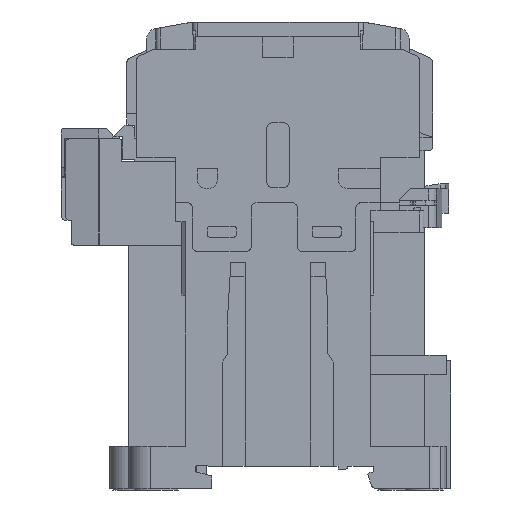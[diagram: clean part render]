
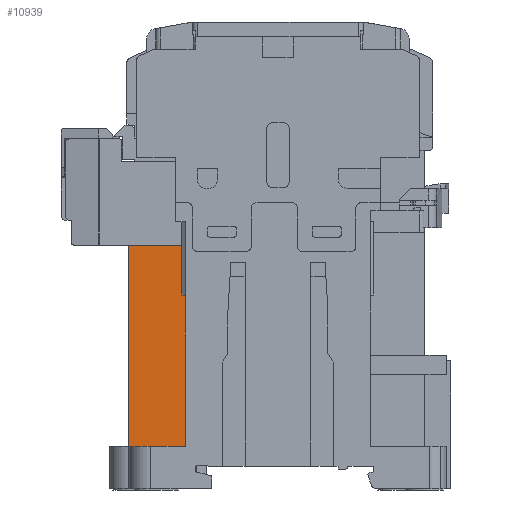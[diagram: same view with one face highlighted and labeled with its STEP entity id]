
A CAD part, left-side view. The second image highlights one B-rep face of the part: STEP entity #10939.
In plain terms, the highlighted planar face has unit normal (-1, 0, 0).
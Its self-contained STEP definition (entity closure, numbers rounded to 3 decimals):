
#1513 = EDGE_CURVE ( 'NONE', #35315, #5544, #53299, .T. ) ;
#2079 = VECTOR ( 'NONE', #26417, 1000. ) ;
#5248 = LINE ( 'NONE', #38524, #2079 ) ;
#5353 = DIRECTION ( 'NONE',  ( 0., -1., 0. ) ) ;
#5544 = VERTEX_POINT ( 'NONE', #44521 ) ;
#5623 = EDGE_CURVE ( 'NONE', #50552, #51592, #25040, .T. ) ;
#5982 = CARTESIAN_POINT ( 'NONE',  ( -11.4, 30.6, -84. ) ) ;
#7013 = VECTOR ( 'NONE', #45591, 1000. ) ;
#8015 = ORIENTED_EDGE ( 'NONE', *, *, #5623, .F. ) ;
#8347 = ORIENTED_EDGE ( 'NONE', *, *, #1513, .F. ) ;
#10939 = ADVANCED_FACE ( 'NONE', ( #37739 ), #17085, .T. ) ;
#11512 = CARTESIAN_POINT ( 'NONE',  ( -11.4, 30.6, -42.75 ) ) ;
#11922 = ORIENTED_EDGE ( 'NONE', *, *, #13330, .F. ) ;
#13330 = EDGE_CURVE ( 'NONE', #51592, #35315, #5248, .T. ) ;
#16802 = VECTOR ( 'NONE', #5353, 1000. ) ;
#17085 = PLANE ( 'NONE',  #18616 ) ;
#18616 = AXIS2_PLACEMENT_3D ( 'NONE', #24835, #25375, #41548 ) ;
#18970 = DIRECTION ( 'NONE',  ( 0., 0., 1. ) ) ;
#20987 = CARTESIAN_POINT ( 'NONE',  ( -11.4, 19., -84. ) ) ;
#24772 = CARTESIAN_POINT ( 'NONE',  ( -11.4, 19., -42.75 ) ) ;
#24835 = CARTESIAN_POINT ( 'NONE',  ( -11.4, 0., 0. ) ) ;
#25040 = LINE ( 'NONE', #24772, #7013 ) ;
#25375 = DIRECTION ( 'NONE',  ( -1., 0., 0. ) ) ;
#25655 = CARTESIAN_POINT ( 'NONE',  ( -11.4, 19., -42.75 ) ) ;
#26417 = DIRECTION ( 'NONE',  ( 0., 1., 0. ) ) ;
#30102 = LINE ( 'NONE', #38894, #16802 ) ;
#34317 = EDGE_LOOP ( 'NONE', ( #46159, #8347, #11922, #8015 ) ) ;
#35315 = VERTEX_POINT ( 'NONE', #5982 ) ;
#37739 = FACE_OUTER_BOUND ( 'NONE', #34317, .T. ) ;
#38524 = CARTESIAN_POINT ( 'NONE',  ( -11.4, 19., -84. ) ) ;
#38894 = CARTESIAN_POINT ( 'NONE',  ( -11.4, 19., -42.75 ) ) ;
#41548 = DIRECTION ( 'NONE',  ( 0., 0., 1. ) ) ;
#44521 = CARTESIAN_POINT ( 'NONE',  ( -11.4, 30.6, -42.75 ) ) ;
#45591 = DIRECTION ( 'NONE',  ( 0., 0., -1. ) ) ;
#46159 = ORIENTED_EDGE ( 'NONE', *, *, #53897, .F. ) ;
#50552 = VERTEX_POINT ( 'NONE', #25655 ) ;
#51270 = VECTOR ( 'NONE', #18970, 1000. ) ;
#51592 = VERTEX_POINT ( 'NONE', #20987 ) ;
#53299 = LINE ( 'NONE', #11512, #51270 ) ;
#53897 = EDGE_CURVE ( 'NONE', #5544, #50552, #30102, .T. ) ;
